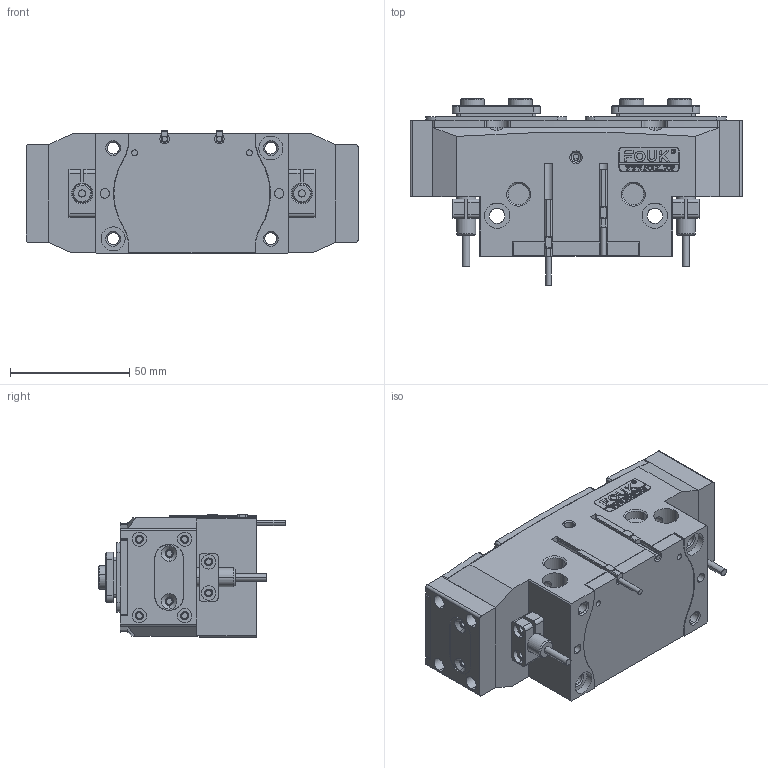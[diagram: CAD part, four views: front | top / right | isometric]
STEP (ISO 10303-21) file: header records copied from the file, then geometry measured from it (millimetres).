
FILE_DESCRIPTION (( 'STEP AP203' ), '1' );
FILE_NAME ('FR46-120-P.STEP', '2025-01-15T09:27:02', ( 'USER-' ), ( 'Microsoft' ), 'SwSTEP 2.0', 'SolidWorks 2018', '' );
FILE_SCHEMA (( 'CONFIG_CONTROL_DESIGN' ));
Length unit declared in the file: millimetre
Products named in the file (19): TRT46-120-M-02 喘倛賑輸; 褫籵蚚苤結裔; TRT46-120-M-14 忒硌薊啣; 揤輸蚾饜极; 揤輸杅耀.sldasm-Part-9; TRT46-120-M-13 移动挡板(默认); TRT46-120-M-01 喘倛褲极; P-GS-T-01 喘倛蚚標釱; TRT46-120-M-11奻葡裔啣; 埴翐芛_GB_FASTENER_SCREWS_HSHCS M2X8-N; 8x18諉輪羲壽; 昹親棠覜羲壽; 25x10-R1.5; 10x6-14杶种; TRT46-120-M-12 耜猾极; TRT46-120-M-05 菁裔啣; TRT46-120-M-06 笢猾え; FR46-120-P; TRT46-120 喘倛標蛈
Assembly tree (31 placements, depth 4):
  FR46-120-P
    TRT46-120-M-11奻葡裔啣
    TRT46-120-M-12 耜猾极  x2
    TRT46-120-M-14 忒硌薊啣  x2
    TRT46-120-M-13 移动挡板(默认)  x2
    褫籵蚚苤結裔  x2
    10x6-14杶种  x4
    TRT46-120 喘倛標蛈
      TRT46-120-M-01 喘倛褲极
      TRT46-120-M-05 菁裔啣
      TRT46-120-M-06 笢猾え
      P-GS-T-01 喘倛蚚標釱  x2
      8x18諉輪羲壽  x2
      25x10-R1.5
      揤輸蚾饜极  x2
        揤輸杅耀.sldasm-Part-9
        埴翐芛_GB_FASTENER_SCREWS_HSHCS M2X8-N
      昹親棠覜羲壽  x2
    TRT46-120-M-02 喘倛賑輸  x2
Bounding box: 139 x 78.11 x 51.2 mm (x, y, z)
Volume: 288907.6 mm3; surface area: 109593.2 mm2
Topology: 31 solids, 58 shells, 1902 faces, 4788 edges, 3042 vertices
Faces by surface type: plane 834, cylinder 583, cone 322, bspline 155, torus 8
Entity records: 51376 total; most frequent: CARTESIAN_POINT 14459, ORIENTED_EDGE 7214, DIRECTION 6969, EDGE_CURVE 3607, AXIS2_PLACEMENT_3D 2399, VERTEX_POINT 2349, LINE 2171, VECTOR 2171
